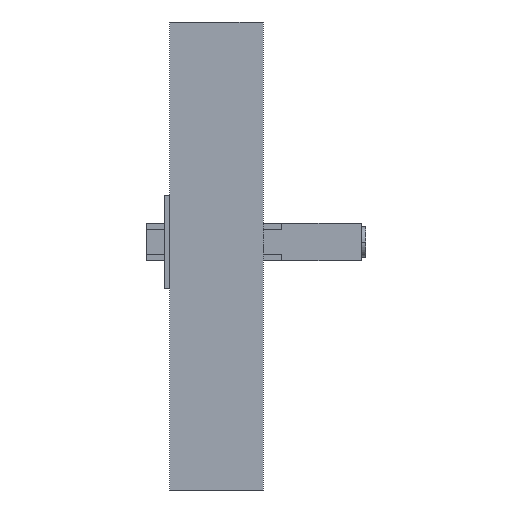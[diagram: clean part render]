
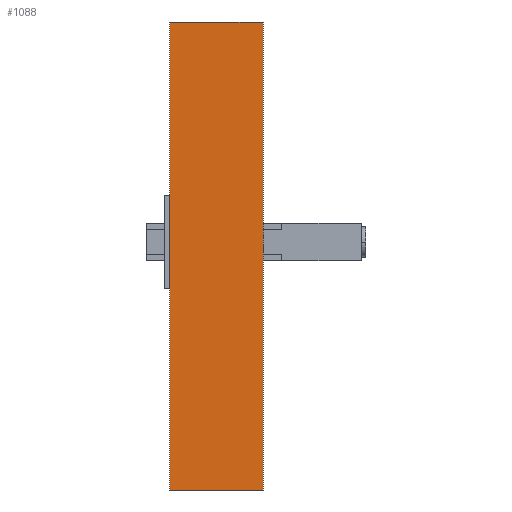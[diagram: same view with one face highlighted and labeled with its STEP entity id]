
A CAD part, left-side view. The second image highlights one B-rep face of the part: STEP entity #1088.
In plain terms, the highlighted planar face has unit normal (-1, 0, 0).
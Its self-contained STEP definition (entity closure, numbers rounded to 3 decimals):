
#31 = DIRECTION ( 'NONE',  ( 0., 0., -1. ) ) ;
#183 = EDGE_CURVE ( 'NONE', #957, #1898, #2134, .T. ) ;
#187 = CARTESIAN_POINT ( 'NONE',  ( 0., 2000., 10000. ) ) ;
#247 = VERTEX_POINT ( 'NONE', #972 ) ;
#263 = DIRECTION ( 'NONE',  ( 1., 0., 0. ) ) ;
#369 = LINE ( 'NONE', #1199, #1195 ) ;
#454 = VECTOR ( 'NONE', #1885, 1000. ) ;
#546 = EDGE_CURVE ( 'NONE', #1128, #957, #1861, .T. ) ;
#695 = AXIS2_PLACEMENT_3D ( 'NONE', #881, #263, #1737 ) ;
#881 = CARTESIAN_POINT ( 'NONE',  ( 0., 2000., 10000. ) ) ;
#890 = CARTESIAN_POINT ( 'NONE',  ( 0., 2000., 10000. ) ) ;
#957 = VERTEX_POINT ( 'NONE', #1909 ) ;
#972 = CARTESIAN_POINT ( 'NONE',  ( 0., 2000., 0. ) ) ;
#991 = VECTOR ( 'NONE', #1447, 1000. ) ;
#1016 = CARTESIAN_POINT ( 'NONE',  ( 0., 0., 0. ) ) ;
#1088 = ADVANCED_FACE ( 'NONE', ( #1922 ), #1759, .F. ) ;
#1128 = VERTEX_POINT ( 'NONE', #890 ) ;
#1195 = VECTOR ( 'NONE', #1875, 1000. ) ;
#1199 = CARTESIAN_POINT ( 'NONE',  ( 0., 2000., 0. ) ) ;
#1202 = CARTESIAN_POINT ( 'NONE',  ( 0., 2000., 10000. ) ) ;
#1207 = ORIENTED_EDGE ( 'NONE', *, *, #183, .F. ) ;
#1284 = CARTESIAN_POINT ( 'NONE',  ( 0., 0., 10000. ) ) ;
#1345 = EDGE_CURVE ( 'NONE', #1128, #247, #1367, .T. ) ;
#1367 = LINE ( 'NONE', #1202, #1635 ) ;
#1447 = DIRECTION ( 'NONE',  ( 0., 0., -1. ) ) ;
#1461 = ORIENTED_EDGE ( 'NONE', *, *, #1948, .T. ) ;
#1469 = EDGE_LOOP ( 'NONE', ( #1461, #1207, #1650, #1832 ) ) ;
#1635 = VECTOR ( 'NONE', #31, 1000. ) ;
#1650 = ORIENTED_EDGE ( 'NONE', *, *, #546, .F. ) ;
#1737 = DIRECTION ( 'NONE',  ( 0., 1., 0. ) ) ;
#1759 = PLANE ( 'NONE',  #695 ) ;
#1832 = ORIENTED_EDGE ( 'NONE', *, *, #1345, .T. ) ;
#1861 = LINE ( 'NONE', #187, #454 ) ;
#1875 = DIRECTION ( 'NONE',  ( 0., -1., 0. ) ) ;
#1885 = DIRECTION ( 'NONE',  ( 0., -1., 0. ) ) ;
#1898 = VERTEX_POINT ( 'NONE', #1016 ) ;
#1909 = CARTESIAN_POINT ( 'NONE',  ( 0., 0., 10000. ) ) ;
#1922 = FACE_OUTER_BOUND ( 'NONE', #1469, .T. ) ;
#1948 = EDGE_CURVE ( 'NONE', #247, #1898, #369, .T. ) ;
#2134 = LINE ( 'NONE', #1284, #991 ) ;
